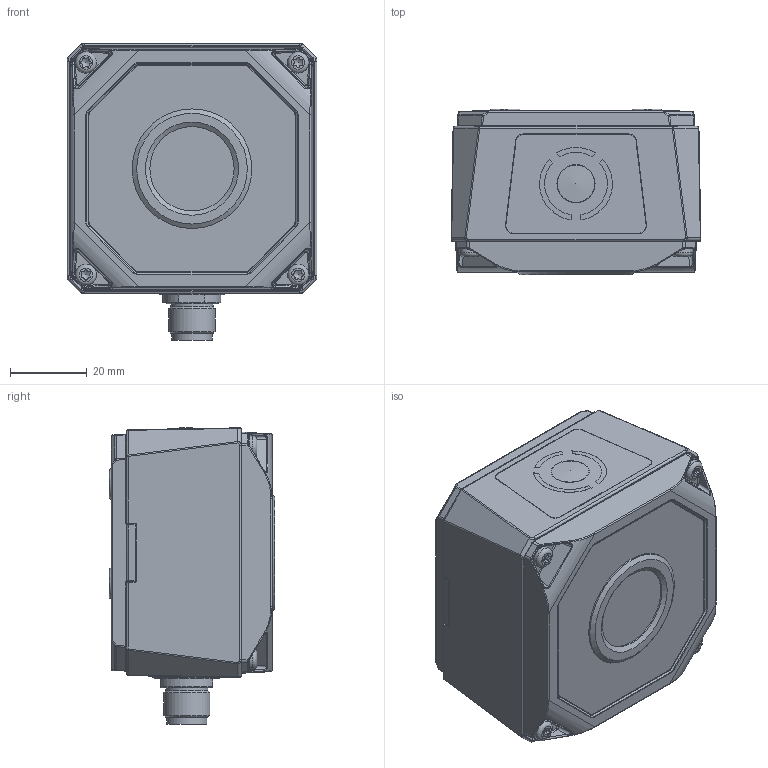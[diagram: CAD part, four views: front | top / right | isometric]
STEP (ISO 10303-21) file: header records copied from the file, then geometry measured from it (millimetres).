
FILE_DESCRIPTION(('STEP AP214'),'1');
FILE_NAME('HS3016.stp','2023-12-25T09:33:46',(' '),(' '),'Spatial InterOp 3D',' ',' ');
FILE_SCHEMA(('AUTOMOTIVE_DESIGN { 1 0 10303 214 1 1 1 1 }'));
Length unit declared in the file: metre
Products named in the file (2): HS3016; Component1
Assembly tree (1 placements, depth 2):
  HS3016
    Component1
Bounding box: 65.18 x 43.2 x 77.44 mm (x, y, z)
Volume: 163176.7 mm3; surface area: 24705.8 mm2
Topology: 1 solids, 1 shells, 1774 faces, 4029 edges, 2310 vertices
Faces by surface type: cylinder 695, plane 409, bspline 340, sphere 167, torus 71, cone 66, extrusion 26
Full cylindrical faces by diameter (mm): 0.6 x17, 3.3 x4, 5.5 x4, 8.3 x1, 10.5 x1, 11 x1, 12.05 x1, 22 x1, 31.2 x1
Entity records: 79938 total; most frequent: CARTESIAN_POINT 29233, ORIENTED_EDGE 7808, DIRECTION 7246, EDGE_CURVE 3904, AXIS2_PLACEMENT_3D 2842, VERTEX_POINT 2264, EDGE_LOOP 1906, FACE_OUTER_BOUND 1814
